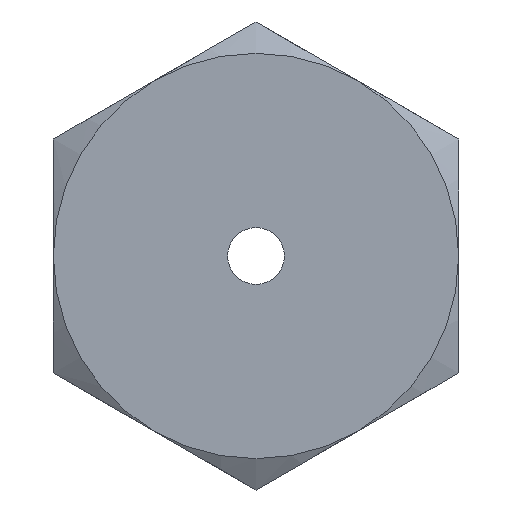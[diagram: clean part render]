
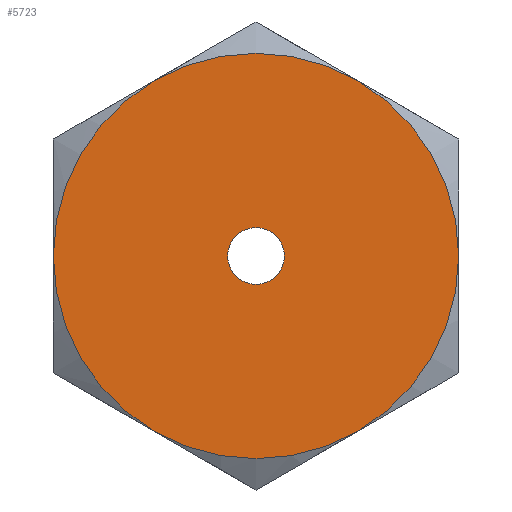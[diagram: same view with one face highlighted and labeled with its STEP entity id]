
A CAD part, left-side view. The second image highlights one B-rep face of the part: STEP entity #5723.
In plain terms, the highlighted planar face has unit normal (-1, 0, 0).
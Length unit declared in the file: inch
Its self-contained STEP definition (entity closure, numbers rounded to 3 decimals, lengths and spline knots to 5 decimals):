
#2304=CARTESIAN_POINT('',(-0.22,0.125,
-0.21651));
#2319=CARTESIAN_POINT('',(-0.22,0.25,
0.));
#2348=CARTESIAN_POINT('',(-0.22,0.125,
0.21651));
#2363=CARTESIAN_POINT('',(-0.22,0.,0.));
#2364=DIRECTION('',(-1.,0.,0.));
#2365=DIRECTION('',(0.,1.,0.));
#2366=AXIS2_PLACEMENT_3D('',#2363,#2364,#2365);
#2368=CARTESIAN_POINT('',(-0.22,0.,0.));
#2369=DIRECTION('',(-1.,0.,0.));
#2370=DIRECTION('',(0.,0.5,0.866));
#2371=AXIS2_PLACEMENT_3D('',#2368,#2369,#2370);
#2373=CARTESIAN_POINT('',(-0.22,0.,0.));
#2374=DIRECTION('',(-1.,0.,0.));
#2375=DIRECTION('',(0.,-0.5,0.866));
#2376=AXIS2_PLACEMENT_3D('',#2373,#2374,#2375);
#2378=CARTESIAN_POINT('',(-0.22,0.,0.));
#2379=DIRECTION('',(-1.,0.,0.));
#2380=DIRECTION('',(0.,-1.,0.));
#2381=AXIS2_PLACEMENT_3D('',#2378,#2379,#2380);
#2383=CARTESIAN_POINT('',(-0.22,0.,0.));
#2384=DIRECTION('',(-1.,0.,0.));
#2385=DIRECTION('',(0.,-0.5,-0.866));
#2386=AXIS2_PLACEMENT_3D('',#2383,#2384,#2385);
#2388=CARTESIAN_POINT('',(-0.22,0.,0.));
#2389=DIRECTION('',(-1.,0.,0.));
#2390=DIRECTION('',(0.,0.5,-0.866));
#2391=AXIS2_PLACEMENT_3D('',#2388,#2389,#2390);
#2393=CARTESIAN_POINT('',(-0.22,0.,0.));
#2394=DIRECTION('',(1.,0.,0.));
#2395=DIRECTION('',(0.,-1.,0.));
#2396=AXIS2_PLACEMENT_3D('',#2393,#2394,#2395);
#2398=CARTESIAN_POINT('',(-0.22,0.,0.));
#2399=DIRECTION('',(1.,0.,0.));
#2400=DIRECTION('',(0.,1.,0.));
#2401=AXIS2_PLACEMENT_3D('',#2398,#2399,#2400);
#2418=CARTESIAN_POINT('',(-0.22,-0.125,
0.21651));
#2440=CARTESIAN_POINT('',(-0.22,-0.25,
0.));
#2462=CARTESIAN_POINT('',(-0.22,-0.125,
-0.21651));
#2574=VERTEX_POINT('',#2304);
#2576=VERTEX_POINT('',#2319);
#2579=VERTEX_POINT('',#2348);
#2581=VERTEX_POINT('',#2418);
#2583=VERTEX_POINT('',#2440);
#2584=VERTEX_POINT('',#2462);
#2589=CARTESIAN_POINT('',(-0.22,-0.035,0.));
#2590=CARTESIAN_POINT('',(-0.22,0.035,0.));
#2591=VERTEX_POINT('',#2589);
#2592=VERTEX_POINT('',#2590);
#5704=CARTESIAN_POINT('',(-0.22,0.,0.));
#5705=DIRECTION('',(1.,0.,0.));
#5706=DIRECTION('',(0.,1.,0.));
#5707=AXIS2_PLACEMENT_3D('',#5704,#5705,#5706);
#5708=PLANE('',#5707);
#5709=ORIENTED_EDGE('',*,*,#5602,.F.);
#5710=ORIENTED_EDGE('',*,*,#5672,.F.);
#5711=ORIENTED_EDGE('',*,*,#5685,.F.);
#5712=ORIENTED_EDGE('',*,*,#5699,.F.);
#5713=ORIENTED_EDGE('',*,*,#5629,.F.);
#5714=ORIENTED_EDGE('',*,*,#5613,.F.);
#5715=EDGE_LOOP('',(#5709,#5710,#5711,#5712,#5713,#5714));
#5716=FACE_OUTER_BOUND('',#5715,.F.);
#5718=ORIENTED_EDGE('',*,*,#5717,.F.);
#5720=ORIENTED_EDGE('',*,*,#5719,.F.);
#5721=EDGE_LOOP('',(#5718,#5720));
#5722=FACE_BOUND('',#5721,.F.);
#2367=CIRCLE('',#2366,0.25);
#2372=CIRCLE('',#2371,0.25);
#2377=CIRCLE('',#2376,0.25);
#2382=CIRCLE('',#2381,0.25);
#2387=CIRCLE('',#2386,0.25);
#2392=CIRCLE('',#2391,0.25);
#2397=CIRCLE('',#2396,0.035);
#2402=CIRCLE('',#2401,0.035);
#5602=EDGE_CURVE('',#2576,#2574,#2367,.T.);
#5613=EDGE_CURVE('',#2574,#2584,#2392,.T.);
#5629=EDGE_CURVE('',#2584,#2583,#2387,.T.);
#5672=EDGE_CURVE('',#2579,#2576,#2372,.T.);
#5685=EDGE_CURVE('',#2581,#2579,#2377,.T.);
#5699=EDGE_CURVE('',#2583,#2581,#2382,.T.);
#5717=EDGE_CURVE('',#2591,#2592,#2397,.T.);
#5719=EDGE_CURVE('',#2592,#2591,#2402,.T.);
#5723=ADVANCED_FACE('',(#5716,#5722),#5708,.F.);
